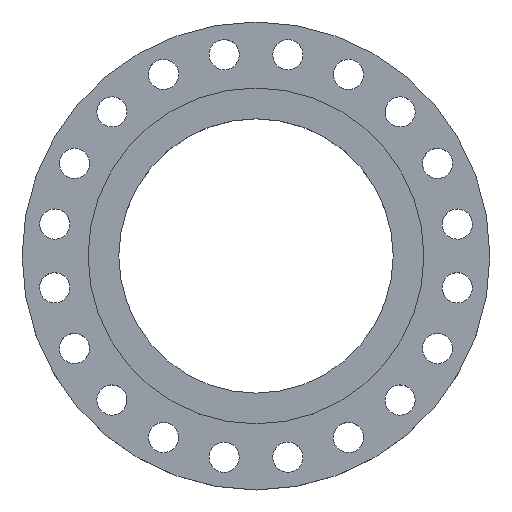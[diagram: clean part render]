
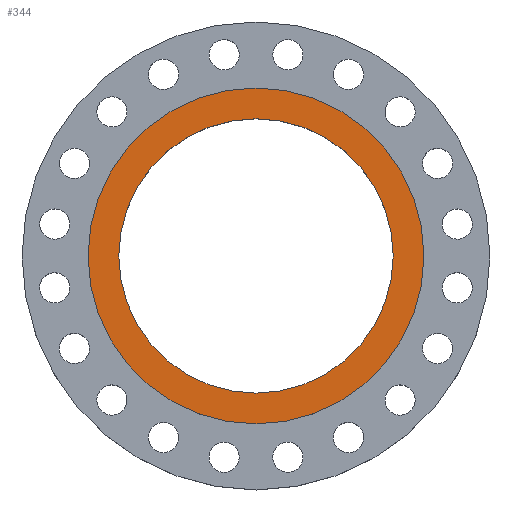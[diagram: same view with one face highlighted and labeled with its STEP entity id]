
A CAD part, top view. The second image highlights one B-rep face of the part: STEP entity #344.
In plain terms, the highlighted planar face has unit normal (0, 0, 1).
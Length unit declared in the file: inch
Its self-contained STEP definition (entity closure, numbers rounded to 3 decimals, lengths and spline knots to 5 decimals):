
#2 = ORIENTED_EDGE ( 'NONE', *, *, #333, .T. ) ;
#88 = VERTEX_POINT ( 'NONE', #1304 ) ;
#107 = DIRECTION ( 'NONE',  ( 1., 0., 0. ) ) ;
#168 = ORIENTED_EDGE ( 'NONE', *, *, #1840, .F. ) ;
#249 = DIRECTION ( 'NONE',  ( 1., 0., 0. ) ) ;
#256 = EDGE_CURVE ( 'NONE', #604, #88, #877, .T. ) ;
#258 = DIRECTION ( 'NONE',  ( 0., 0., 1. ) ) ;
#264 = PLANE ( 'NONE',  #1414 ) ;
#284 = VERTEX_POINT ( 'NONE', #1855 ) ;
#306 = CIRCLE ( 'NONE', #1271, 9.09 ) ;
#333 = EDGE_CURVE ( 'NONE', #284, #1309, #1726, .T. ) ;
#344 = ADVANCED_FACE ( 'NONE', ( #691, #404 ), #264, .T. ) ;
#361 = CIRCLE ( 'NONE', #606, 11.125 ) ;
#398 = CARTESIAN_POINT ( 'NONE',  ( 0., 0., 0. ) ) ;
#404 = FACE_OUTER_BOUND ( 'NONE', #865, .T. ) ;
#441 = ORIENTED_EDGE ( 'NONE', *, *, #538, .T. ) ;
#449 = EDGE_LOOP ( 'NONE', ( #168, #882 ) ) ;
#538 = EDGE_CURVE ( 'NONE', #1309, #284, #361, .T. ) ;
#541 = AXIS2_PLACEMENT_3D ( 'NONE', #398, #1830, #1127 ) ;
#604 = VERTEX_POINT ( 'NONE', #1431 ) ;
#606 = AXIS2_PLACEMENT_3D ( 'NONE', #1293, #258, #1743 ) ;
#691 = FACE_BOUND ( 'NONE', #449, .T. ) ;
#849 = DIRECTION ( 'NONE',  ( 1., 0., 0. ) ) ;
#865 = EDGE_LOOP ( 'NONE', ( #2, #441 ) ) ;
#877 = CIRCLE ( 'NONE', #1231, 9.09 ) ;
#882 = ORIENTED_EDGE ( 'NONE', *, *, #256, .F. ) ;
#1127 = DIRECTION ( 'NONE',  ( 1., 0., 0. ) ) ;
#1136 = CARTESIAN_POINT ( 'NONE',  ( 0., 0., 0. ) ) ;
#1231 = AXIS2_PLACEMENT_3D ( 'NONE', #1270, #1412, #249 ) ;
#1262 = CARTESIAN_POINT ( 'NONE',  ( 0., 0., 0. ) ) ;
#1270 = CARTESIAN_POINT ( 'NONE',  ( 0., 0., 0. ) ) ;
#1271 = AXIS2_PLACEMENT_3D ( 'NONE', #1136, #1432, #849 ) ;
#1293 = CARTESIAN_POINT ( 'NONE',  ( 0., 0., 0. ) ) ;
#1304 = CARTESIAN_POINT ( 'NONE',  ( 9.09, 0., 0. ) ) ;
#1309 = VERTEX_POINT ( 'NONE', #1316 ) ;
#1316 = CARTESIAN_POINT ( 'NONE',  ( -11.125, 0., 0. ) ) ;
#1412 = DIRECTION ( 'NONE',  ( 0., 0., 1. ) ) ;
#1414 = AXIS2_PLACEMENT_3D ( 'NONE', #1262, #1844, #107 ) ;
#1431 = CARTESIAN_POINT ( 'NONE',  ( -9.09, 0., 0. ) ) ;
#1432 = DIRECTION ( 'NONE',  ( 0., 0., 1. ) ) ;
#1726 = CIRCLE ( 'NONE', #541, 11.125 ) ;
#1743 = DIRECTION ( 'NONE',  ( 1., 0., 0. ) ) ;
#1830 = DIRECTION ( 'NONE',  ( 0., 0., 1. ) ) ;
#1840 = EDGE_CURVE ( 'NONE', #88, #604, #306, .T. ) ;
#1844 = DIRECTION ( 'NONE',  ( 0., 0., 1. ) ) ;
#1855 = CARTESIAN_POINT ( 'NONE',  ( 11.125, 0., 0. ) ) ;
